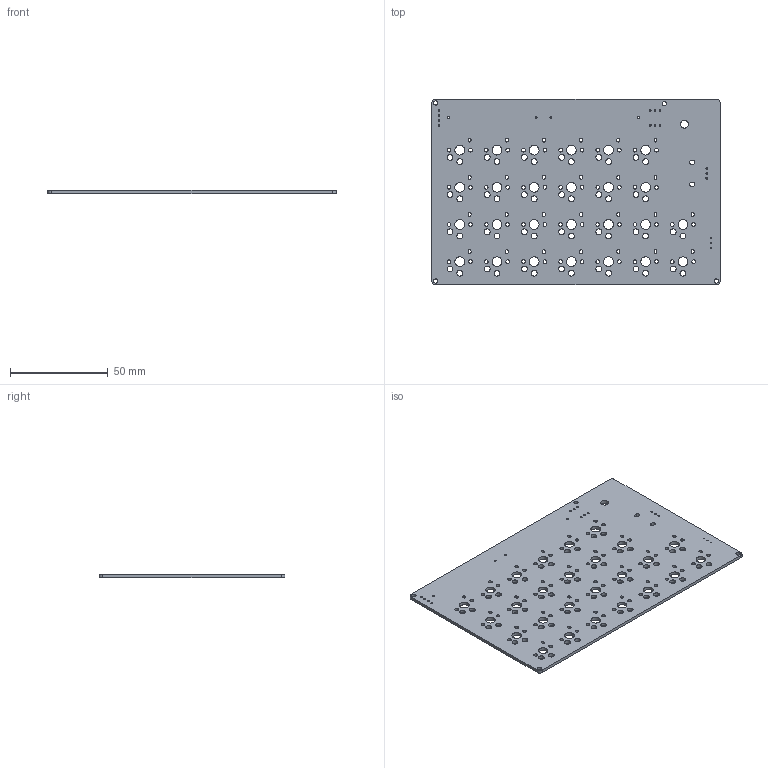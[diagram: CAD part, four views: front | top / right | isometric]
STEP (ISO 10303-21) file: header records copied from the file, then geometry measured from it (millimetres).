
FILE_DESCRIPTION(('KiCad electronic assembly'),'2;1');
FILE_NAME('Maple52swt_Left.step','2025-12-02T10:22:57',('Pcbnew'),( 'Kicad'),'Open CASCADE STEP processor 7.9','KiCad to STEP converter' ,'Unknown');
FILE_SCHEMA(('AUTOMOTIVE_DESIGN { 1 0 10303 214 1 1 1 1 }'));
Length unit declared in the file: millimetre
Products named in the file (2): Maple52swt_Left 1; SylvaTwin_Left_PCB
Assembly tree (1 placements, depth 2):
  Maple52swt_Left 1
    SylvaTwin_Left_PCB
Bounding box: 147.64 x 95.25 x 1.6 mm (x, y, z)
Volume: 20666.5 mm3; surface area: 28961.2 mm2
Topology: 1 solids, 1 shells, 286 faces, 852 edges, 568 vertices
Faces by surface type: cylinder 218, plane 68
Full cylindrical faces by diameter (mm): 1 x17, 1.9 x52, 2.2 x4, 3 x52, 4 x1, 5 x26
Entity records: 10601 total; most frequent: DIRECTION 1864, CARTESIAN_POINT 1708, ORIENTED_EDGE 1704, EDGE_CURVE 852, AXIS2_PLACEMENT_3D 724, FACE_BOUND 652, EDGE_LOOP 652, VERTEX_POINT 568
